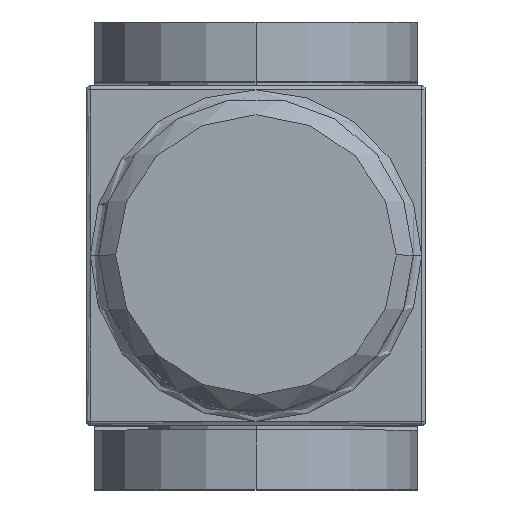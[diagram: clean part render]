
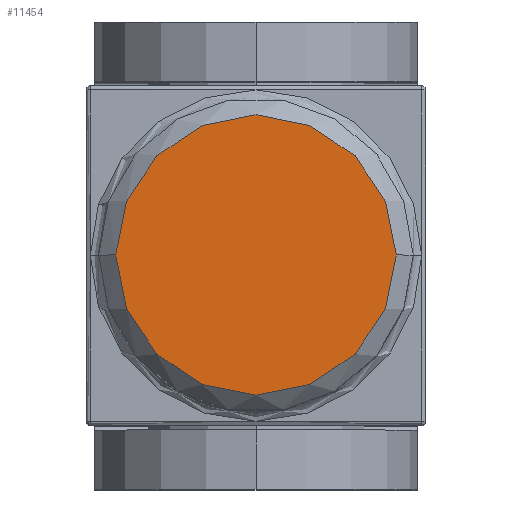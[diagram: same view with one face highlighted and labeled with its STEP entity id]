
A CAD part, top view. The second image highlights one B-rep face of the part: STEP entity #11454.
In plain terms, the highlighted planar face has unit normal (0, 0, 1).
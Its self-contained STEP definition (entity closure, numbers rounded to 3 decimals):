
#987 = CARTESIAN_POINT ( 'NONE',  ( 0., 0., 41.5 ) ) ;
#1085 = DIRECTION ( 'NONE',  ( 1., 0., 0. ) ) ;
#1476 = EDGE_CURVE ( 'NONE', #18802, #10723, #3599, .T. ) ;
#3429 = FACE_OUTER_BOUND ( 'NONE', #9835, .T. ) ;
#3599 = CIRCLE ( 'NONE', #17921, 16.5 ) ;
#4474 = AXIS2_PLACEMENT_3D ( 'NONE', #987, #16602, #11844 ) ;
#6080 = DIRECTION ( 'NONE',  ( 1., 0., 0. ) ) ;
#6796 = AXIS2_PLACEMENT_3D ( 'NONE', #10427, #8918, #1085 ) ;
#7646 = CARTESIAN_POINT ( 'NONE',  ( 0., 0., 41.5 ) ) ;
#7771 = EDGE_CURVE ( 'NONE', #10723, #18802, #12220, .T. ) ;
#8918 = DIRECTION ( 'NONE',  ( 0., 0., 1. ) ) ;
#9835 = EDGE_LOOP ( 'NONE', ( #10258, #13237 ) ) ;
#10258 = ORIENTED_EDGE ( 'NONE', *, *, #1476, .T. ) ;
#10427 = CARTESIAN_POINT ( 'NONE',  ( 0., 0., 41.5 ) ) ;
#10723 = VERTEX_POINT ( 'NONE', #13197 ) ;
#10881 = DIRECTION ( 'NONE',  ( 0., 0., 1. ) ) ;
#11454 = ADVANCED_FACE ( 'NONE', ( #3429 ), #13495, .T. ) ;
#11844 = DIRECTION ( 'NONE',  ( 1., 0., 0. ) ) ;
#12041 = CARTESIAN_POINT ( 'NONE',  ( -16.5, 0., 41.5 ) ) ;
#12220 = CIRCLE ( 'NONE', #6796, 16.5 ) ;
#13197 = CARTESIAN_POINT ( 'NONE',  ( 16.5, 0., 41.5 ) ) ;
#13237 = ORIENTED_EDGE ( 'NONE', *, *, #7771, .T. ) ;
#13495 = PLANE ( 'NONE',  #4474 ) ;
#16602 = DIRECTION ( 'NONE',  ( 0., 0., 1. ) ) ;
#17921 = AXIS2_PLACEMENT_3D ( 'NONE', #7646, #10881, #6080 ) ;
#18802 = VERTEX_POINT ( 'NONE', #12041 ) ;
